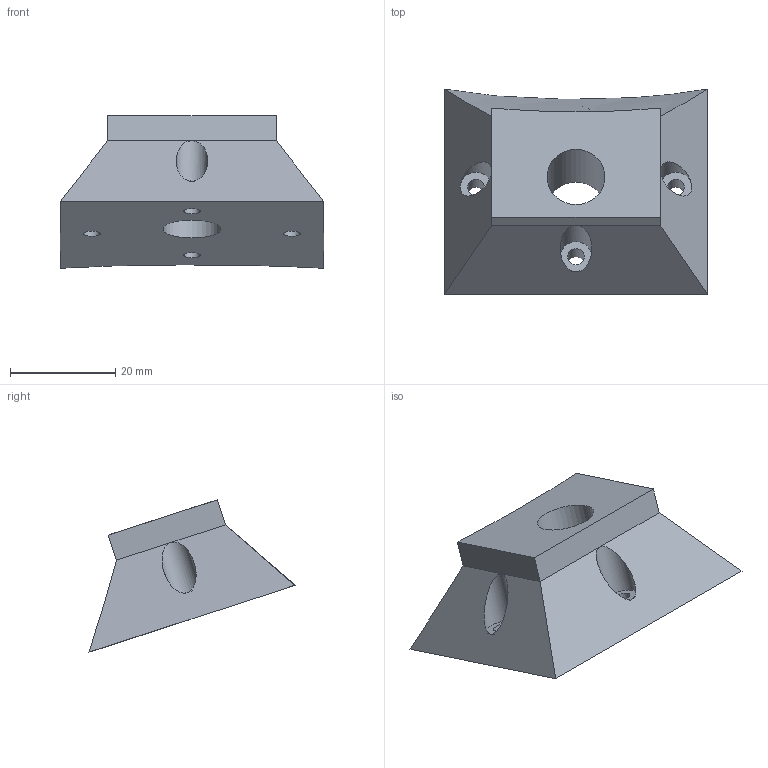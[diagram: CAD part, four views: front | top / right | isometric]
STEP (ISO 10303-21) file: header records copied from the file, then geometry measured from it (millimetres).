
FILE_DESCRIPTION(/* description */ (''),/* implementation_level */ '2;1');
FILE_NAME(/* name */ 'Stock Tube.step',/* time_stamp */ '2021-02-23T19:31:02-06:00',/* author */ (''),/* organization */ (''),/* preprocessor_version */ 'ST-DEVELOPER v18.1',/* originating_system */ 'Autodesk Translation Framework v9.7.1.1290',/* authorisation */ '');
FILE_SCHEMA (('AUTOMOTIVE_DESIGN { 1 0 10303 214 3 1 1 }'));
Length unit declared in the file: millimetre
Products named in the file (1): Stock Tube
Bounding box: 50 x 39.09 x 28.94 mm (x, y, z)
Volume: 19898.6 mm3; surface area: 6752.8 mm2
Topology: 1 solids, 1 shells, 24 faces, 67 edges, 40 vertices
Faces by surface type: plane 12, cylinder 9, bspline 3
Full cylindrical faces by diameter (mm): 3.2 x4, 6 x4, 11 x1
Entity records: 844 total; most frequent: CARTESIAN_POINT 257, ORIENTED_EDGE 110, DIRECTION 109, EDGE_CURVE 55, AXIS2_PLACEMENT_3D 41, VERTEX_POINT 34, EDGE_LOOP 33, LINE 27
